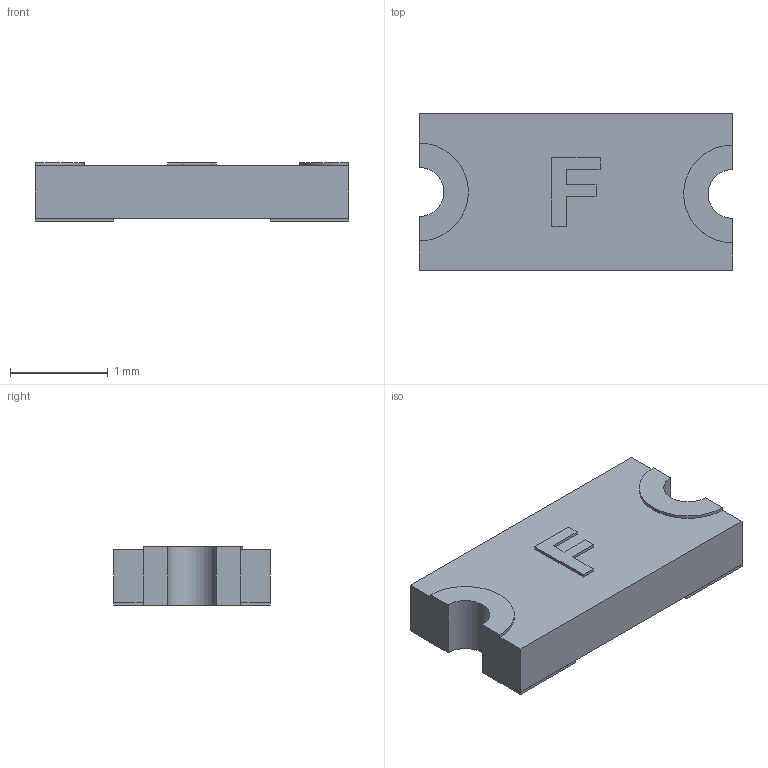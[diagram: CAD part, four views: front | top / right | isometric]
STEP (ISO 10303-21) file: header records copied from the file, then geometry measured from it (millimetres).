
FILE_DESCRIPTION(/* description */ (''),/* implementation_level */ '2;1');
FILE_NAME(/* name */ 'MF-NSHT010KX3.step',/* time_stamp */ '2023-04-26T10:22:01-07:00',/* author */ (''),/* organization */ (''),/* preprocessor_version */ 'ST-DEVELOPER v19.2',/* originating_system */ 'Autodesk Translation Framework v12.4.0.73',/* authorisation */ '');
FILE_SCHEMA (('AUTOMOTIVE_DESIGN { 1 0 10303 214 3 1 1 }','FEATURE_BASED_PROCESS_PLANNING'));
Length unit declared in the file: millimetre
Products named in the file (1): MF-NSHT010KX
Bounding box: 3.2 x 1.6 x 0.6 mm (x, y, z)
Volume: 2.8 mm3; surface area: 23.4 mm2
Topology: 6 solids, 6 shells, 50 faces, 114 edges, 76 vertices
Faces by surface type: plane 42, cylinder 8
Entity records: 1443 total; most frequent: CARTESIAN_POINT 241, DIRECTION 232, ORIENTED_EDGE 228, EDGE_CURVE 114, LINE 98, VECTOR 98, VERTEX_POINT 76, AXIS2_PLACEMENT_3D 67
